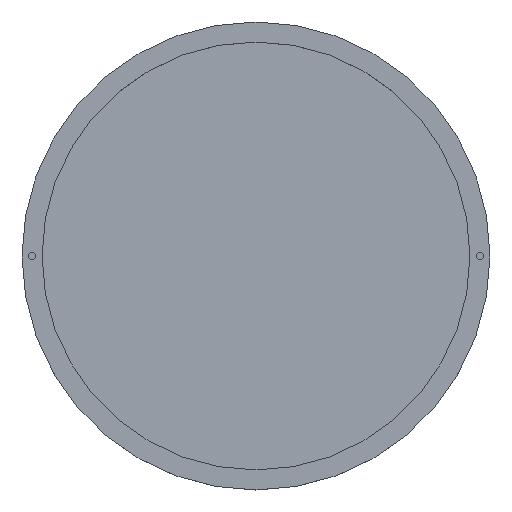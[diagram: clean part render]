
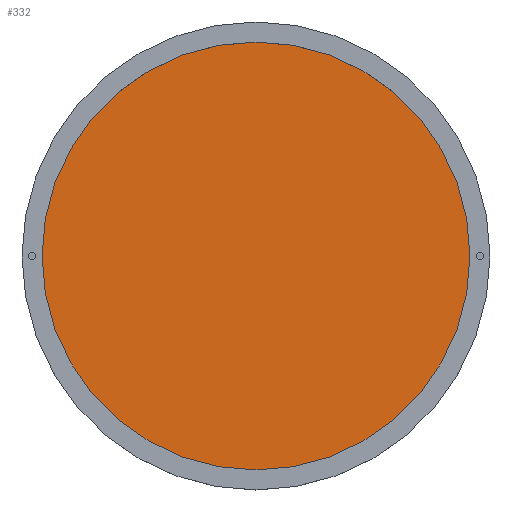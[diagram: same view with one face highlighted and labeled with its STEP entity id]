
A CAD part, top view. The second image highlights one B-rep face of the part: STEP entity #332.
In plain terms, the highlighted planar face has unit normal (0, 0, 1).
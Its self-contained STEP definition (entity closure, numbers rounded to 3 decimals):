
#13 = DIRECTION ( 'NONE',  ( 1., 0., 0. ) ) ;
#15 = PLANE ( 'NONE',  #335 ) ;
#20 = EDGE_CURVE ( 'NONE', #146, #183, #111, .T. ) ;
#72 = DIRECTION ( 'NONE',  ( 1., 0., 0. ) ) ;
#105 = DIRECTION ( 'NONE',  ( 1., 0., 0. ) ) ;
#111 = CIRCLE ( 'NONE', #212, 101.6 ) ;
#137 = CARTESIAN_POINT ( 'NONE',  ( 0., 0., 0. ) ) ;
#146 = VERTEX_POINT ( 'NONE', #349 ) ;
#154 = CARTESIAN_POINT ( 'NONE',  ( 101.6, 0., 0. ) ) ;
#183 = VERTEX_POINT ( 'NONE', #154 ) ;
#212 = AXIS2_PLACEMENT_3D ( 'NONE', #302, #279, #13 ) ;
#226 = FACE_OUTER_BOUND ( 'NONE', #339, .T. ) ;
#263 = CARTESIAN_POINT ( 'NONE',  ( 0., 0., 0. ) ) ;
#279 = DIRECTION ( 'NONE',  ( 0., 0., 1. ) ) ;
#302 = CARTESIAN_POINT ( 'NONE',  ( 0., 0., 0. ) ) ;
#309 = AXIS2_PLACEMENT_3D ( 'NONE', #137, #394, #105 ) ;
#325 = DIRECTION ( 'NONE',  ( 0., 0., 1. ) ) ;
#332 = ADVANCED_FACE ( 'NONE', ( #226 ), #15, .T. ) ;
#335 = AXIS2_PLACEMENT_3D ( 'NONE', #263, #325, #72 ) ;
#339 = EDGE_LOOP ( 'NONE', ( #347, #371 ) ) ;
#347 = ORIENTED_EDGE ( 'NONE', *, *, #20, .T. ) ;
#349 = CARTESIAN_POINT ( 'NONE',  ( -101.6, 0., 0. ) ) ;
#371 = ORIENTED_EDGE ( 'NONE', *, *, #411, .T. ) ;
#394 = DIRECTION ( 'NONE',  ( 0., 0., 1. ) ) ;
#398 = CIRCLE ( 'NONE', #309, 101.6 ) ;
#411 = EDGE_CURVE ( 'NONE', #183, #146, #398, .T. ) ;
